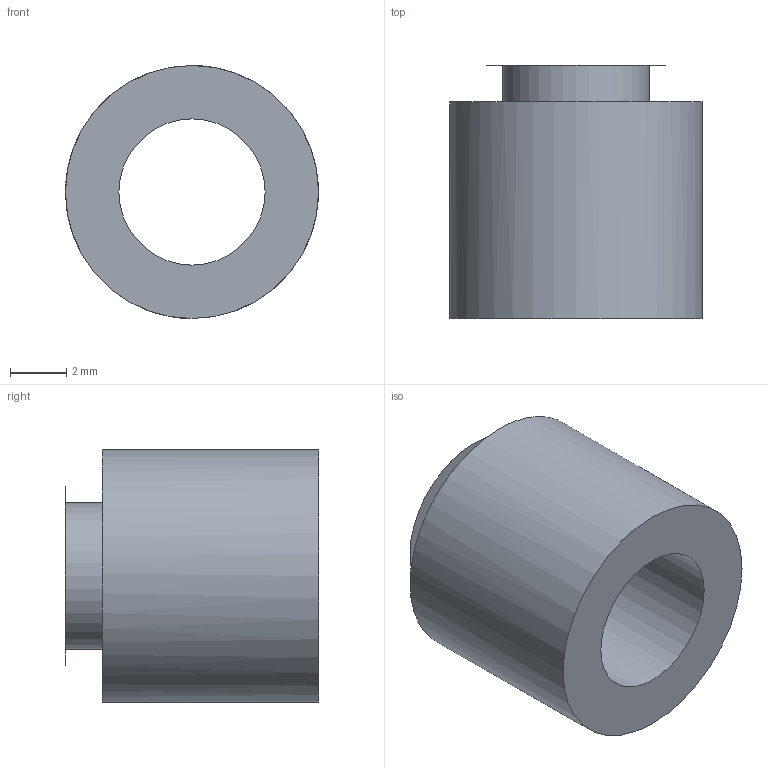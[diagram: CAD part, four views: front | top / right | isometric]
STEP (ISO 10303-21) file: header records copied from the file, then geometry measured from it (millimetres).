
FILE_DESCRIPTION(/* description */ (''),/* implementation_level */ '2;1');
FILE_NAME(/* name */ 'pulley_heighten_accessory.step',/* time_stamp */ '2024-03-06T19:01:48+08:00',/* author */ (''),/* organization */ (''),/* preprocessor_version */ 'ST-DEVELOPER v20',/* originating_system */ 'Autodesk Translation Framework v12.20.1.177',/* authorisation */ '');
FILE_SCHEMA (('AUTOMOTIVE_DESIGN { 1 0 10303 214 3 1 1 }'));
Length unit declared in the file: millimetre
Products named in the file (2): 写字机组装; 支撑台（4个） (2)
Assembly tree (1 placements, depth 2):
  写字机组装
    支撑台（4个） (2)
Bounding box: 9 x 9 x 9 mm (x, y, z)
Volume: 359.8 mm3; surface area: 462.5 mm2
Topology: 1 solids, 1 shells, 5 faces, 10 edges, 7 vertices
Faces by surface type: cylinder 2, plane 2, cone 1
Full cylindrical faces by diameter (mm): 5.2 x1, 9 x1
Entity records: 224 total; most frequent: CARTESIAN_POINT 62, DIRECTION 27, ORIENTED_EDGE 20, AXIS2_PLACEMENT_3D 12, EDGE_CURVE 10, EDGE_LOOP 7, VERTEX_POINT 7, FACE_OUTER_BOUND 5
